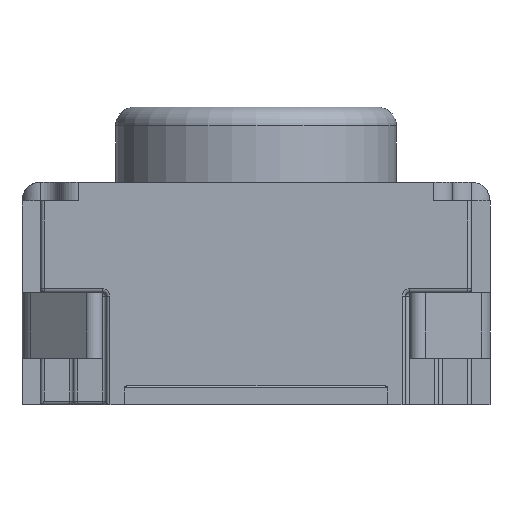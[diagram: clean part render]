
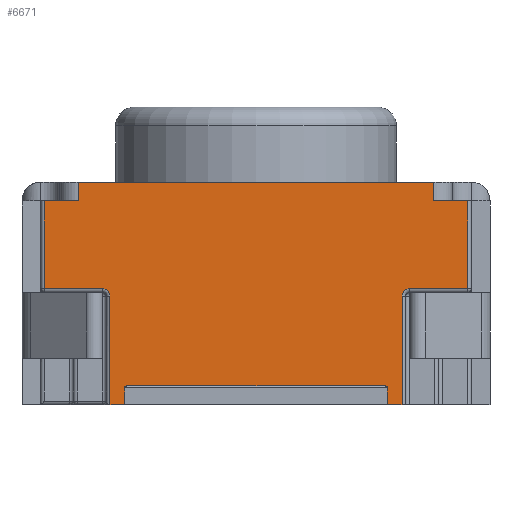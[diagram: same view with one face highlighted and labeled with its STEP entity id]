
A CAD part, left-side view. The second image highlights one B-rep face of the part: STEP entity #6671.
In plain terms, the highlighted planar face has unit normal (-1, 0, 0).
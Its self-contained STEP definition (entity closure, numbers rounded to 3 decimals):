
#581 = VERTEX_POINT('',#582);
#582 = CARTESIAN_POINT('',(-1.5,-0.78,0.));
#589 = EDGE_CURVE('',#581,#590,#592,.T.);
#590 = VERTEX_POINT('',#591);
#591 = CARTESIAN_POINT('',(-1.5,-0.7,0.));
#592 = LINE('',#593,#594);
#593 = CARTESIAN_POINT('',(-1.5,-0.8,0.));
#594 = VECTOR('',#595,1.);
#595 = DIRECTION('',(0.,1.,0.));
#614 = VERTEX_POINT('',#615);
#615 = CARTESIAN_POINT('',(-1.5,0.7,0.));
#621 = EDGE_CURVE('',#622,#614,#624,.T.);
#622 = VERTEX_POINT('',#623);
#623 = CARTESIAN_POINT('',(-1.5,0.78,0.));
#624 = LINE('',#625,#626);
#625 = CARTESIAN_POINT('',(-1.5,0.8,0.));
#626 = VECTOR('',#627,1.);
#627 = DIRECTION('',(0.,-1.,0.));
#1181 = VERTEX_POINT('',#1182);
#1182 = CARTESIAN_POINT('',(-1.5,-0.78,0.58));
#1189 = EDGE_CURVE('',#581,#1181,#1190,.T.);
#1190 = LINE('',#1191,#1192);
#1191 = CARTESIAN_POINT('',(-1.5,-0.78,0.));
#1192 = VECTOR('',#1193,1.);
#1193 = DIRECTION('',(0.,0.,1.));
#1214 = VERTEX_POINT('',#1215);
#1215 = CARTESIAN_POINT('',(-1.5,-0.7,0.001));
#1221 = EDGE_CURVE('',#590,#1214,#1222,.T.);
#1222 = LINE('',#1223,#1224);
#1223 = CARTESIAN_POINT('',(-1.5,-0.7,0.));
#1224 = VECTOR('',#1225,1.);
#1225 = DIRECTION('',(0.,0.,1.));
#1260 = EDGE_CURVE('',#614,#1261,#1263,.T.);
#1261 = VERTEX_POINT('',#1262);
#1262 = CARTESIAN_POINT('',(-1.5,0.7,0.001));
#1263 = LINE('',#1264,#1265);
#1264 = CARTESIAN_POINT('',(-1.5,0.7,0.));
#1265 = VECTOR('',#1266,1.);
#1266 = DIRECTION('',(0.,0.,1.));
#2349 = VERTEX_POINT('',#2350);
#2350 = CARTESIAN_POINT('',(-1.5,-0.82,0.62));
#2357 = EDGE_CURVE('',#1181,#2349,#2358,.T.);
#2358 = CIRCLE('',#2359,0.04);
#2359 = AXIS2_PLACEMENT_3D('',#2360,#2361,#2362);
#2360 = CARTESIAN_POINT('',(-1.5,-0.82,0.58));
#2361 = DIRECTION('',(1.,0.,0.));
#2362 = DIRECTION('',(0.,1.,0.));
#2374 = VERTEX_POINT('',#2375);
#2375 = CARTESIAN_POINT('',(-1.5,-1.13,0.62));
#2384 = EDGE_CURVE('',#2374,#2349,#2385,.T.);
#2385 = LINE('',#2386,#2387);
#2386 = CARTESIAN_POINT('',(-1.5,-1.15,0.62));
#2387 = VECTOR('',#2388,1.);
#2388 = DIRECTION('',(0.,1.,0.));
#2406 = EDGE_CURVE('',#622,#2407,#2409,.T.);
#2407 = VERTEX_POINT('',#2408);
#2408 = CARTESIAN_POINT('',(-1.5,0.78,0.58));
#2409 = LINE('',#2410,#2411);
#2410 = CARTESIAN_POINT('',(-1.5,0.78,0.));
#2411 = VECTOR('',#2412,1.);
#2412 = DIRECTION('',(0.,0.,1.));
#2447 = EDGE_CURVE('',#2448,#2407,#2450,.T.);
#2448 = VERTEX_POINT('',#2449);
#2449 = CARTESIAN_POINT('',(-1.5,0.82,0.62));
#2450 = CIRCLE('',#2451,0.04);
#2451 = AXIS2_PLACEMENT_3D('',#2452,#2453,#2454);
#2452 = CARTESIAN_POINT('',(-1.5,0.82,0.58));
#2453 = DIRECTION('',(1.,0.,-0.));
#2454 = DIRECTION('',(0.,0.,1.));
#2472 = EDGE_CURVE('',#2448,#2473,#2475,.T.);
#2473 = VERTEX_POINT('',#2474);
#2474 = CARTESIAN_POINT('',(-1.5,1.13,0.62));
#2475 = LINE('',#2476,#2477);
#2476 = CARTESIAN_POINT('',(-1.5,0.8,0.62));
#2477 = VECTOR('',#2478,1.);
#2478 = DIRECTION('',(0.,1.,0.));
#2547 = VERTEX_POINT('',#2548);
#2548 = CARTESIAN_POINT('',(-1.5,-0.7,0.1));
#2554 = EDGE_CURVE('',#2555,#2547,#2557,.T.);
#2555 = VERTEX_POINT('',#2556);
#2556 = CARTESIAN_POINT('',(-1.5,-0.7,0.091));
#2557 = LINE('',#2558,#2559);
#2558 = CARTESIAN_POINT('',(-1.5,-0.7,0.));
#2559 = VECTOR('',#2560,1.);
#2560 = DIRECTION('',(0.,0.,1.));
#2576 = EDGE_CURVE('',#2577,#2547,#2579,.T.);
#2577 = VERTEX_POINT('',#2578);
#2578 = CARTESIAN_POINT('',(-1.5,-0.694,0.1));
#2579 = LINE('',#2580,#2581);
#2580 = CARTESIAN_POINT('',(-1.5,0.8,0.1));
#2581 = VECTOR('',#2582,1.);
#2582 = DIRECTION('',(0.,-1.,0.));
#2633 = EDGE_CURVE('',#2634,#2577,#2636,.T.);
#2634 = VERTEX_POINT('',#2635);
#2635 = CARTESIAN_POINT('',(-1.5,-0.69,0.101));
#2636 = CIRCLE('',#2637,0.01);
#2637 = AXIS2_PLACEMENT_3D('',#2638,#2639,#2640);
#2638 = CARTESIAN_POINT('',(-1.5,-0.69,0.091));
#2639 = DIRECTION('',(1.,0.,0.));
#2640 = DIRECTION('',(-0.,0.,1.));
#2663 = EDGE_CURVE('',#1214,#2555,#2664,.T.);
#2664 = LINE('',#2665,#2666);
#2665 = CARTESIAN_POINT('',(-1.5,-0.7,0.));
#2666 = VECTOR('',#2667,1.);
#2667 = DIRECTION('',(0.,0.,1.));
#2678 = EDGE_CURVE('',#2679,#2634,#2681,.T.);
#2679 = VERTEX_POINT('',#2680);
#2680 = CARTESIAN_POINT('',(-1.5,0.69,0.101));
#2681 = LINE('',#2682,#2683);
#2682 = CARTESIAN_POINT('',(-1.5,-0.05,0.101));
#2683 = VECTOR('',#2684,1.);
#2684 = DIRECTION('',(0.,-1.,0.));
#2719 = EDGE_CURVE('',#2720,#2679,#2722,.T.);
#2720 = VERTEX_POINT('',#2721);
#2721 = CARTESIAN_POINT('',(-1.5,0.694,0.1));
#2722 = CIRCLE('',#2723,0.01);
#2723 = AXIS2_PLACEMENT_3D('',#2724,#2725,#2726);
#2724 = CARTESIAN_POINT('',(-1.5,0.69,0.091));
#2725 = DIRECTION('',(1.,0.,0.));
#2726 = DIRECTION('',(-0.,0.,1.));
#2746 = VERTEX_POINT('',#2747);
#2747 = CARTESIAN_POINT('',(-1.5,0.7,0.091));
#2767 = EDGE_CURVE('',#2768,#2720,#2770,.T.);
#2768 = VERTEX_POINT('',#2769);
#2769 = CARTESIAN_POINT('',(-1.5,0.7,0.1));
#2770 = LINE('',#2771,#2772);
#2771 = CARTESIAN_POINT('',(-1.5,0.8,0.1));
#2772 = VECTOR('',#2773,1.);
#2773 = DIRECTION('',(0.,-1.,0.));
#2799 = EDGE_CURVE('',#2746,#2768,#2800,.T.);
#2800 = LINE('',#2801,#2802);
#2801 = CARTESIAN_POINT('',(-1.5,0.7,0.));
#2802 = VECTOR('',#2803,1.);
#2803 = DIRECTION('',(0.,0.,1.));
#2827 = EDGE_CURVE('',#1261,#2746,#2828,.T.);
#2828 = LINE('',#2829,#2830);
#2829 = CARTESIAN_POINT('',(-1.5,0.7,0.));
#2830 = VECTOR('',#2831,1.);
#2831 = DIRECTION('',(0.,0.,1.));
#4122 = VERTEX_POINT('',#4123);
#4123 = CARTESIAN_POINT('',(-1.5,-1.13,1.09));
#4130 = EDGE_CURVE('',#2374,#4122,#4131,.T.);
#4131 = LINE('',#4132,#4133);
#4132 = CARTESIAN_POINT('',(-1.5,-1.13,0.6));
#4133 = VECTOR('',#4134,1.);
#4134 = DIRECTION('',(0.,0.,1.));
#4154 = VERTEX_POINT('',#4155);
#4155 = CARTESIAN_POINT('',(-1.5,-0.95,1.09));
#4162 = EDGE_CURVE('',#4122,#4154,#4163,.T.);
#4163 = LINE('',#4164,#4165);
#4164 = CARTESIAN_POINT('',(-1.5,-1.15,1.09));
#4165 = VECTOR('',#4166,1.);
#4166 = DIRECTION('',(0.,1.,0.));
#4313 = EDGE_CURVE('',#2473,#4314,#4316,.T.);
#4314 = VERTEX_POINT('',#4315);
#4315 = CARTESIAN_POINT('',(-1.5,1.13,1.09));
#4316 = LINE('',#4317,#4318);
#4317 = CARTESIAN_POINT('',(-1.5,1.13,0.6));
#4318 = VECTOR('',#4319,1.);
#4319 = DIRECTION('',(0.,0.,1.));
#4354 = EDGE_CURVE('',#4355,#4314,#4357,.T.);
#4355 = VERTEX_POINT('',#4356);
#4356 = CARTESIAN_POINT('',(-1.5,0.95,1.09));
#4357 = LINE('',#4358,#4359);
#4358 = CARTESIAN_POINT('',(-1.5,-1.15,1.09));
#4359 = VECTOR('',#4360,1.);
#4360 = DIRECTION('',(0.,1.,0.));
#4582 = EDGE_CURVE('',#4355,#4583,#4585,.T.);
#4583 = VERTEX_POINT('',#4584);
#4584 = CARTESIAN_POINT('',(-1.5,0.95,1.189));
#4585 = LINE('',#4586,#4587);
#4586 = CARTESIAN_POINT('',(-1.5,0.95,1.089));
#4587 = VECTOR('',#4588,1.);
#4588 = DIRECTION('',(0.,0.,1.));
#4605 = EDGE_CURVE('',#4154,#4606,#4608,.T.);
#4606 = VERTEX_POINT('',#4607);
#4607 = CARTESIAN_POINT('',(-1.5,-0.95,1.189));
#4608 = LINE('',#4609,#4610);
#4609 = CARTESIAN_POINT('',(-1.5,-0.95,1.089));
#4610 = VECTOR('',#4611,1.);
#4611 = DIRECTION('',(0.,0.,1.));
#6399 = EDGE_CURVE('',#4606,#4583,#6400,.T.);
#6400 = LINE('',#6401,#6402);
#6401 = CARTESIAN_POINT('',(-1.5,-0.95,1.189));
#6402 = VECTOR('',#6403,1.);
#6403 = DIRECTION('',(0.,1.,0.));
#6671 = ADVANCED_FACE('',(#6672),#6700,.F.);
#6672 = FACE_BOUND('',#6673,.T.);
#6673 = EDGE_LOOP('',(#6674,#6675,#6676,#6677,#6678,#6679,#6680,#6681,
    #6682,#6683,#6684,#6685,#6686,#6687,#6688,#6689,#6690,#6691,#6692,
    #6693,#6694,#6695,#6696,#6697,#6698,#6699));
#6674 = ORIENTED_EDGE('',*,*,#4130,.T.);
#6675 = ORIENTED_EDGE('',*,*,#4162,.T.);
#6676 = ORIENTED_EDGE('',*,*,#4605,.T.);
#6677 = ORIENTED_EDGE('',*,*,#6399,.T.);
#6678 = ORIENTED_EDGE('',*,*,#4582,.F.);
#6679 = ORIENTED_EDGE('',*,*,#4354,.T.);
#6680 = ORIENTED_EDGE('',*,*,#4313,.F.);
#6681 = ORIENTED_EDGE('',*,*,#2472,.F.);
#6682 = ORIENTED_EDGE('',*,*,#2447,.T.);
#6683 = ORIENTED_EDGE('',*,*,#2406,.F.);
#6684 = ORIENTED_EDGE('',*,*,#621,.T.);
#6685 = ORIENTED_EDGE('',*,*,#1260,.T.);
#6686 = ORIENTED_EDGE('',*,*,#2827,.T.);
#6687 = ORIENTED_EDGE('',*,*,#2799,.T.);
#6688 = ORIENTED_EDGE('',*,*,#2767,.T.);
#6689 = ORIENTED_EDGE('',*,*,#2719,.T.);
#6690 = ORIENTED_EDGE('',*,*,#2678,.T.);
#6691 = ORIENTED_EDGE('',*,*,#2633,.T.);
#6692 = ORIENTED_EDGE('',*,*,#2576,.T.);
#6693 = ORIENTED_EDGE('',*,*,#2554,.F.);
#6694 = ORIENTED_EDGE('',*,*,#2663,.F.);
#6695 = ORIENTED_EDGE('',*,*,#1221,.F.);
#6696 = ORIENTED_EDGE('',*,*,#589,.F.);
#6697 = ORIENTED_EDGE('',*,*,#1189,.T.);
#6698 = ORIENTED_EDGE('',*,*,#2357,.T.);
#6699 = ORIENTED_EDGE('',*,*,#2384,.F.);
#6700 = PLANE('',#6701);
#6701 = AXIS2_PLACEMENT_3D('',#6702,#6703,#6704);
#6702 = CARTESIAN_POINT('',(-1.5,-1.13,0.62));
#6703 = DIRECTION('',(1.,0.,0.));
#6704 = DIRECTION('',(-0.,0.,1.));
